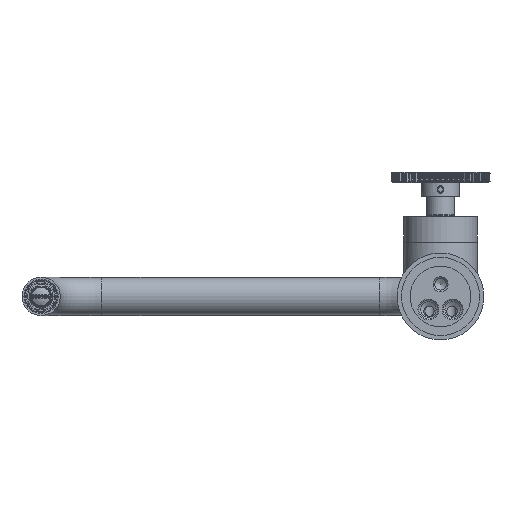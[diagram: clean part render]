
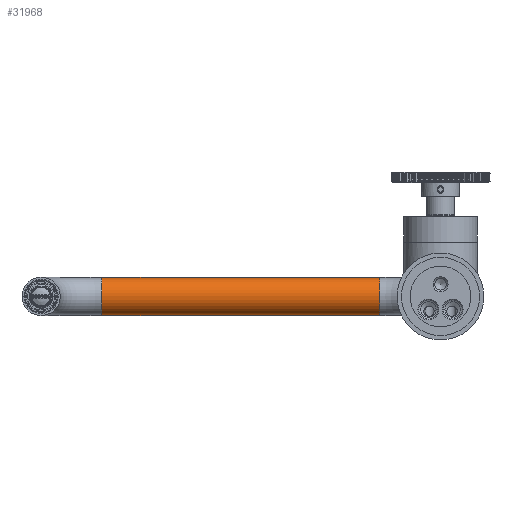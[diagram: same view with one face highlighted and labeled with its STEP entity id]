
A CAD part, front view. The second image highlights one B-rep face of the part: STEP entity #31968.
In plain terms, the highlighted cylindrical face has radius 11 mm (diameter 22 mm), a full revolution.
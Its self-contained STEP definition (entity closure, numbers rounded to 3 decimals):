
#5555=ORIENTED_EDGE('',*,*,#15175,.F.);
#5556=ORIENTED_EDGE('',*,*,#15176,.T.);
#15175=EDGE_CURVE('',#19986,#19986,#23065,.T.);
#15176=EDGE_CURVE('',#19987,#19987,#23066,.T.);
#19986=VERTEX_POINT('',#64803);
#19987=VERTEX_POINT('',#64806);
#23065=CIRCLE('',#51649,11.);
#23066=CIRCLE('',#51651,11.);
#25324=EDGE_LOOP('',(#5555));
#25325=EDGE_LOOP('',(#5556));
#28245=FACE_BOUND('',#25324,.T.);
#28246=FACE_BOUND('',#25325,.T.);
#31170=CYLINDRICAL_SURFACE('',#51650,11.);
#31968=ADVANCED_FACE('',(#28245,#28246),#31170,.T.);
#51649=AXIS2_PLACEMENT_3D('',#64802,#55712,#55713);
#51650=AXIS2_PLACEMENT_3D('',#64804,#55714,#55715);
#51651=AXIS2_PLACEMENT_3D('',#64805,#55716,#55717);
#55712=DIRECTION('',(1.,0.,0.));
#55713=DIRECTION('',(0.,0.,1.));
#55714=DIRECTION('',(1.,0.,0.));
#55715=DIRECTION('',(0.,0.,-1.));
#55716=DIRECTION('',(1.,0.,0.));
#55717=DIRECTION('',(0.,0.,1.));
#64802=CARTESIAN_POINT('',(195.,200.5,0.));
#64803=CARTESIAN_POINT('',(195.,200.5,11.));
#64804=CARTESIAN_POINT('',(35.,200.5,0.));
#64805=CARTESIAN_POINT('',(35.,200.5,0.));
#64806=CARTESIAN_POINT('',(35.,200.5,11.));
